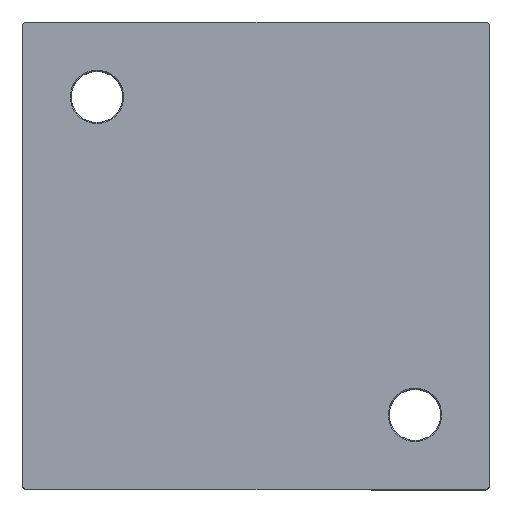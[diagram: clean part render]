
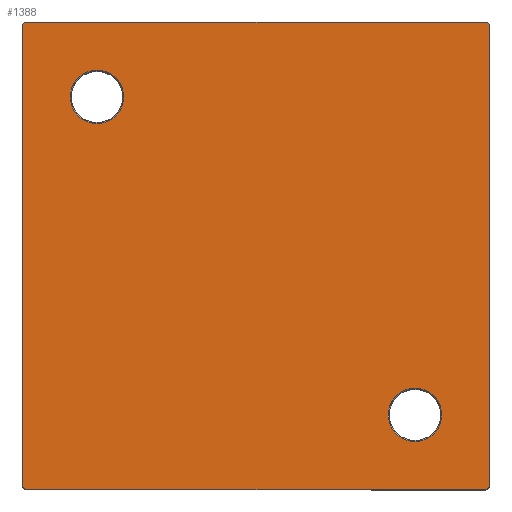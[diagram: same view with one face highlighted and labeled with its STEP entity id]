
A CAD part, top view. The second image highlights one B-rep face of the part: STEP entity #1388.
In plain terms, the highlighted planar face has unit normal (0, 0, 1).
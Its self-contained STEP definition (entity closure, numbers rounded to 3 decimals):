
#241 = VERTEX_POINT ( 'NONE', #668 ) ;
#260 = EDGE_CURVE ( 'NONE', #241, #330, #824, .T. ) ;
#301 = VERTEX_POINT ( 'NONE', #846 ) ;
#311 = EDGE_CURVE ( 'NONE', #312, #301, #895, .T. ) ;
#312 = VERTEX_POINT ( 'NONE', #891 ) ;
#330 = VERTEX_POINT ( 'NONE', #875 ) ;
#668 = CARTESIAN_POINT ( 'NONE',  ( -24.5, 25., 12.5 ) ) ;
#821 = DIRECTION ( 'NONE',  ( 1., 0., 0. ) ) ;
#822 = VECTOR ( 'NONE', #821, 1000. ) ;
#823 = CARTESIAN_POINT ( 'NONE',  ( -24.5, 25., 12.5 ) ) ;
#824 = LINE ( 'NONE', #823, #822 ) ;
#846 = CARTESIAN_POINT ( 'NONE',  ( -24.5, -25., 12.5 ) ) ;
#875 = CARTESIAN_POINT ( 'NONE',  ( 24.5, 25., 12.5 ) ) ;
#891 = CARTESIAN_POINT ( 'NONE',  ( 24.5, -25., 12.5 ) ) ;
#892 = DIRECTION ( 'NONE',  ( -1., 0., 0. ) ) ;
#893 = VECTOR ( 'NONE', #892, 1000. ) ;
#894 = CARTESIAN_POINT ( 'NONE',  ( -24.5, -25., 12.5 ) ) ;
#895 = LINE ( 'NONE', #894, #893 ) ;
#926 = AXIS2_PLACEMENT_3D ( 'NONE', #945, #959, #958 ) ;
#927 = CIRCLE ( 'NONE', #926, 0.5 ) ;
#940 = VECTOR ( 'NONE', #954, 1000. ) ;
#941 = CARTESIAN_POINT ( 'NONE',  ( -25., 24.5, 12.5 ) ) ;
#945 = CARTESIAN_POINT ( 'NONE',  ( 24.5, 24.5, 12.5 ) ) ;
#946 = CARTESIAN_POINT ( 'NONE',  ( -25., -24.5, 12.5 ) ) ;
#950 = DIRECTION ( 'NONE',  ( 0., -1., 0. ) ) ;
#951 = VECTOR ( 'NONE', #950, 1000. ) ;
#954 = DIRECTION ( 'NONE',  ( 0., 1., 0. ) ) ;
#958 = DIRECTION ( 'NONE',  ( -1., 0., 0. ) ) ;
#959 = DIRECTION ( 'NONE',  ( 0., 0., -1. ) ) ;
#962 = CARTESIAN_POINT ( 'NONE',  ( -25., 24.5, 12.5 ) ) ;
#966 = DIRECTION ( 'NONE',  ( -1., 0., 0. ) ) ;
#967 = DIRECTION ( 'NONE',  ( 0., 0., -1. ) ) ;
#968 = CARTESIAN_POINT ( 'NONE',  ( -24.5, 24.5, 12.5 ) ) ;
#969 = AXIS2_PLACEMENT_3D ( 'NONE', #968, #967, #966 ) ;
#970 = CIRCLE ( 'NONE', #969, 0.5 ) ;
#977 = CARTESIAN_POINT ( 'NONE',  ( 25., 24.5, 12.5 ) ) ;
#978 = LINE ( 'NONE', #977, #951 ) ;
#979 = LINE ( 'NONE', #941, #940 ) ;
#1010 = CIRCLE ( 'NONE', #1067, 0.5 ) ;
#1018 = CARTESIAN_POINT ( 'NONE',  ( -24.5, -24.5, 12.5 ) ) ;
#1021 = CARTESIAN_POINT ( 'NONE',  ( 24.5, 24.5, 12.5 ) ) ;
#1022 = AXIS2_PLACEMENT_3D ( 'NONE', #1021, #1045, #1044 ) ;
#1023 = PLANE ( 'NONE',  #1022 ) ;
#1024 = FACE_OUTER_BOUND ( 'NONE', #1447, .T. ) ;
#1025 = FACE_BOUND ( 'NONE', #1463, .T. ) ;
#1026 = FACE_BOUND ( 'NONE', #1386, .T. ) ;
#1027 = CARTESIAN_POINT ( 'NONE',  ( 25., -24.5, 12.5 ) ) ;
#1033 = CARTESIAN_POINT ( 'NONE',  ( 25., 24.5, 12.5 ) ) ;
#1044 = DIRECTION ( 'NONE',  ( -1., 0., 0. ) ) ;
#1045 = DIRECTION ( 'NONE',  ( 0., 0., -1. ) ) ;
#1059 = CARTESIAN_POINT ( 'NONE',  ( 24.5, -24.5, 12.5 ) ) ;
#1067 = AXIS2_PLACEMENT_3D ( 'NONE', #1018, #1082, #1070 ) ;
#1070 = DIRECTION ( 'NONE',  ( 1., 0., 0. ) ) ;
#1082 = DIRECTION ( 'NONE',  ( 0., 0., -1. ) ) ;
#1085 = AXIS2_PLACEMENT_3D ( 'NONE', #1059, #1099, #1098 ) ;
#1086 = CIRCLE ( 'NONE', #1085, 0.5 ) ;
#1098 = DIRECTION ( 'NONE',  ( 1., 0., 0. ) ) ;
#1099 = DIRECTION ( 'NONE',  ( 0., 0., -1. ) ) ;
#1119 = AXIS2_PLACEMENT_3D ( 'NONE', #1165, #1164, #1163 ) ;
#1120 = CIRCLE ( 'NONE', #1119, 2.85 ) ;
#1121 = CARTESIAN_POINT ( 'NONE',  ( 14.15, -17., 12.5 ) ) ;
#1126 = DIRECTION ( 'NONE',  ( -1., 0., 0. ) ) ;
#1127 = DIRECTION ( 'NONE',  ( 0., 0., -1. ) ) ;
#1128 = CARTESIAN_POINT ( 'NONE',  ( 17., -17., 12.5 ) ) ;
#1129 = AXIS2_PLACEMENT_3D ( 'NONE', #1128, #1127, #1126 ) ;
#1130 = CIRCLE ( 'NONE', #1129, 2.85 ) ;
#1142 = DIRECTION ( 'NONE',  ( -1., 0., 0. ) ) ;
#1143 = DIRECTION ( 'NONE',  ( 0., 0., -1. ) ) ;
#1144 = CARTESIAN_POINT ( 'NONE',  ( -17., 17., 12.5 ) ) ;
#1145 = AXIS2_PLACEMENT_3D ( 'NONE', #1144, #1143, #1142 ) ;
#1146 = CIRCLE ( 'NONE', #1145, 2.85 ) ;
#1163 = DIRECTION ( 'NONE',  ( -1., 0., 0. ) ) ;
#1164 = DIRECTION ( 'NONE',  ( 0., 0., -1. ) ) ;
#1165 = CARTESIAN_POINT ( 'NONE',  ( 17., -17., 12.5 ) ) ;
#1208 = CARTESIAN_POINT ( 'NONE',  ( -19.85, 17., 12.5 ) ) ;
#1214 = CIRCLE ( 'NONE', #1225, 2.85 ) ;
#1220 = CARTESIAN_POINT ( 'NONE',  ( -17., 17., 12.5 ) ) ;
#1222 = CARTESIAN_POINT ( 'NONE',  ( -14.15, 17., 12.5 ) ) ;
#1223 = DIRECTION ( 'NONE',  ( -1., 0., 0. ) ) ;
#1224 = DIRECTION ( 'NONE',  ( 0., 0., -1. ) ) ;
#1225 = AXIS2_PLACEMENT_3D ( 'NONE', #1220, #1224, #1223 ) ;
#1226 = CARTESIAN_POINT ( 'NONE',  ( 19.85, -17., 12.5 ) ) ;
#1330 = VERTEX_POINT ( 'NONE', #946 ) ;
#1331 = EDGE_CURVE ( 'NONE', #330, #1377, #927, .T. ) ;
#1334 = EDGE_CURVE ( 'NONE', #1377, #1383, #978, .T. ) ;
#1335 = EDGE_CURVE ( 'NONE', #1330, #1338, #979, .T. ) ;
#1338 = VERTEX_POINT ( 'NONE', #962 ) ;
#1341 = EDGE_CURVE ( 'NONE', #1338, #241, #970, .T. ) ;
#1350 = EDGE_CURVE ( 'NONE', #301, #1330, #1010, .T. ) ;
#1359 = EDGE_CURVE ( 'NONE', #1383, #312, #1086, .T. ) ;
#1377 = VERTEX_POINT ( 'NONE', #1033 ) ;
#1383 = VERTEX_POINT ( 'NONE', #1027 ) ;
#1386 = EDGE_LOOP ( 'NONE', ( #1387, #1461 ) ) ;
#1387 = ORIENTED_EDGE ( 'NONE', *, *, #1471, .T. ) ;
#1388 = ADVANCED_FACE ( 'NONE', ( #1026, #1025, #1024 ), #1023, .F. ) ;
#1438 = ORIENTED_EDGE ( 'NONE', *, *, #311, .F. ) ;
#1439 = ORIENTED_EDGE ( 'NONE', *, *, #1359, .F. ) ;
#1440 = ORIENTED_EDGE ( 'NONE', *, *, #1334, .F. ) ;
#1447 = EDGE_LOOP ( 'NONE', ( #1448, #1449, #1450, #1451, #1452, #1438, #1439, #1440 ) ) ;
#1448 = ORIENTED_EDGE ( 'NONE', *, *, #1331, .F. ) ;
#1449 = ORIENTED_EDGE ( 'NONE', *, *, #260, .F. ) ;
#1450 = ORIENTED_EDGE ( 'NONE', *, *, #1341, .F. ) ;
#1451 = ORIENTED_EDGE ( 'NONE', *, *, #1335, .F. ) ;
#1452 = ORIENTED_EDGE ( 'NONE', *, *, #1350, .F. ) ;
#1454 = EDGE_CURVE ( 'NONE', #1489, #1484, #1146, .T. ) ;
#1455 = ORIENTED_EDGE ( 'NONE', *, *, #1483, .T. ) ;
#1460 = ORIENTED_EDGE ( 'NONE', *, *, #1454, .T. ) ;
#1461 = ORIENTED_EDGE ( 'NONE', *, *, #1462, .T. ) ;
#1462 = EDGE_CURVE ( 'NONE', #1469, #1485, #1130, .T. ) ;
#1463 = EDGE_LOOP ( 'NONE', ( #1455, #1460 ) ) ;
#1469 = VERTEX_POINT ( 'NONE', #1121 ) ;
#1471 = EDGE_CURVE ( 'NONE', #1485, #1469, #1120, .T. ) ;
#1483 = EDGE_CURVE ( 'NONE', #1484, #1489, #1214, .T. ) ;
#1484 = VERTEX_POINT ( 'NONE', #1222 ) ;
#1485 = VERTEX_POINT ( 'NONE', #1226 ) ;
#1489 = VERTEX_POINT ( 'NONE', #1208 ) ;
